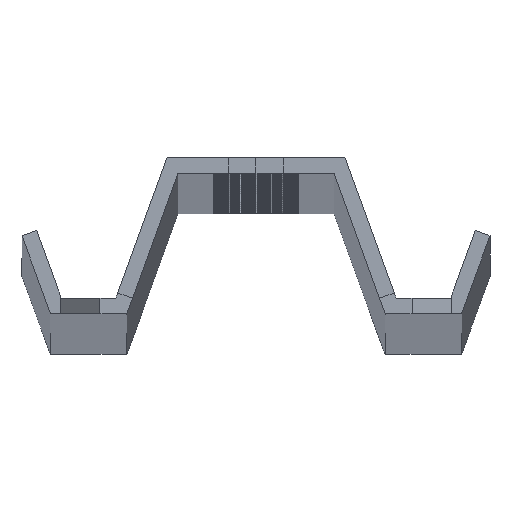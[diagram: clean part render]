
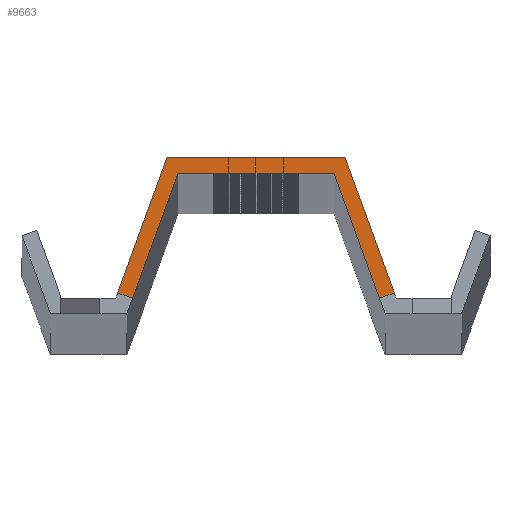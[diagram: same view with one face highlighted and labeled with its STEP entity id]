
A CAD part, top view. The second image highlights one B-rep face of the part: STEP entity #9663.
In plain terms, the highlighted planar face has unit normal (0, 0, 1).
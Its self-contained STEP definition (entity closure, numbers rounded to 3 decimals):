
#143 = LINE ( 'NONE', #26625, #22558 ) ;
#483 = CARTESIAN_POINT ( 'NONE',  ( 9.299, -2., 2994. ) ) ;
#1284 = LINE ( 'NONE', #19939, #6246 ) ;
#1320 = LINE ( 'NONE', #7068, #11879 ) ;
#1443 = VERTEX_POINT ( 'NONE', #10156 ) ;
#1740 = CARTESIAN_POINT ( 'NONE',  ( 11.4, 0., 2994. ) ) ;
#1920 = CARTESIAN_POINT ( 'NONE',  ( -11.4, 0., 2994. ) ) ;
#2413 = CARTESIAN_POINT ( 'NONE',  ( -9.299, -2., 2994. ) ) ;
#3373 = ORIENTED_EDGE ( 'NONE', *, *, #19171, .T. ) ;
#4006 = CARTESIAN_POINT ( 'NONE',  ( -15.833, -18.026, 2994. ) ) ;
#4418 = VERTEX_POINT ( 'NONE', #11795 ) ;
#4754 = DIRECTION ( 'NONE',  ( 1., 0., 0. ) ) ;
#4959 = EDGE_LOOP ( 'NONE', ( #8930, #24790, #11464, #3373, #6613, #9486, #23262, #7113 ) ) ;
#5013 = CARTESIAN_POINT ( 'NONE',  ( -17.712, -17.342, 2994. ) ) ;
#5683 = CARTESIAN_POINT ( 'NONE',  ( 15.833, -18.026, 2994. ) ) ;
#5842 = LINE ( 'NONE', #23339, #6524 ) ;
#6044 = EDGE_CURVE ( 'NONE', #11362, #11333, #1320, .T. ) ;
#6134 = DIRECTION ( 'NONE',  ( 0.342, 0.94, 0. ) ) ;
#6246 = VECTOR ( 'NONE', #9490, 1000. ) ;
#6524 = VECTOR ( 'NONE', #12860, 1000. ) ;
#6613 = ORIENTED_EDGE ( 'NONE', *, *, #7340, .T. ) ;
#6912 = LINE ( 'NONE', #17462, #16754 ) ;
#7068 = CARTESIAN_POINT ( 'NONE',  ( 15.833, -18.026, 2994. ) ) ;
#7113 = ORIENTED_EDGE ( 'NONE', *, *, #6044, .T. ) ;
#7228 = CARTESIAN_POINT ( 'NONE',  ( -15.833, -18.026, 2994. ) ) ;
#7340 = EDGE_CURVE ( 'NONE', #7672, #22900, #9172, .T. ) ;
#7455 = EDGE_CURVE ( 'NONE', #4418, #26517, #5842, .T. ) ;
#7672 = VERTEX_POINT ( 'NONE', #7228 ) ;
#8930 = ORIENTED_EDGE ( 'NONE', *, *, #9303, .F. ) ;
#9172 = LINE ( 'NONE', #4006, #19666 ) ;
#9303 = EDGE_CURVE ( 'NONE', #21102, #11333, #143, .T. ) ;
#9486 = ORIENTED_EDGE ( 'NONE', *, *, #20832, .T. ) ;
#9490 = DIRECTION ( 'NONE',  ( 0.342, -0.94, 0. ) ) ;
#9663 = ADVANCED_FACE ( 'NONE', ( #23209 ), #13135, .T. ) ;
#10156 = CARTESIAN_POINT ( 'NONE',  ( 10., -2., 2994. ) ) ;
#10261 = LINE ( 'NONE', #2413, #27013 ) ;
#11333 = VERTEX_POINT ( 'NONE', #18166 ) ;
#11362 = VERTEX_POINT ( 'NONE', #5683 ) ;
#11464 = ORIENTED_EDGE ( 'NONE', *, *, #7455, .F. ) ;
#11795 = CARTESIAN_POINT ( 'NONE',  ( -17.712, -17.342, 2994. ) ) ;
#11813 = AXIS2_PLACEMENT_3D ( 'NONE', #483, #17315, #4754 ) ;
#11879 = VECTOR ( 'NONE', #23905, 1000. ) ;
#12560 = EDGE_CURVE ( 'NONE', #1443, #11362, #1284, .T. ) ;
#12860 = DIRECTION ( 'NONE',  ( 0.342, 0.94, 0. ) ) ;
#13135 = PLANE ( 'NONE',  #11813 ) ;
#13175 = EDGE_CURVE ( 'NONE', #26517, #21102, #6912, .T. ) ;
#13481 = DIRECTION ( 'NONE',  ( 0.94, -0.342, 0. ) ) ;
#14043 = DIRECTION ( 'NONE',  ( 0.342, -0.94, 0. ) ) ;
#16099 = LINE ( 'NONE', #5013, #26610 ) ;
#16754 = VECTOR ( 'NONE', #19566, 1000. ) ;
#17123 = DIRECTION ( 'NONE',  ( 1., 0., 0. ) ) ;
#17315 = DIRECTION ( 'NONE',  ( 0., 0., 1. ) ) ;
#17462 = CARTESIAN_POINT ( 'NONE',  ( -9.299, 0., 2994. ) ) ;
#18166 = CARTESIAN_POINT ( 'NONE',  ( 17.712, -17.342, 2994. ) ) ;
#18397 = CARTESIAN_POINT ( 'NONE',  ( -10., -2., 2994. ) ) ;
#19171 = EDGE_CURVE ( 'NONE', #4418, #7672, #16099, .T. ) ;
#19566 = DIRECTION ( 'NONE',  ( 1., 0., 0. ) ) ;
#19666 = VECTOR ( 'NONE', #6134, 1000. ) ;
#19939 = CARTESIAN_POINT ( 'NONE',  ( 10.239, -2.658, 2994. ) ) ;
#20832 = EDGE_CURVE ( 'NONE', #22900, #1443, #10261, .T. ) ;
#21102 = VERTEX_POINT ( 'NONE', #1740 ) ;
#22558 = VECTOR ( 'NONE', #14043, 1000. ) ;
#22900 = VERTEX_POINT ( 'NONE', #18397 ) ;
#23209 = FACE_OUTER_BOUND ( 'NONE', #4959, .T. ) ;
#23262 = ORIENTED_EDGE ( 'NONE', *, *, #12560, .T. ) ;
#23339 = CARTESIAN_POINT ( 'NONE',  ( -17.712, -17.342, 2994. ) ) ;
#23905 = DIRECTION ( 'NONE',  ( 0.94, 0.342, 0. ) ) ;
#24790 = ORIENTED_EDGE ( 'NONE', *, *, #13175, .F. ) ;
#26517 = VERTEX_POINT ( 'NONE', #1920 ) ;
#26610 = VECTOR ( 'NONE', #13481, 1000. ) ;
#26625 = CARTESIAN_POINT ( 'NONE',  ( 12.118, -1.974, 2994. ) ) ;
#27013 = VECTOR ( 'NONE', #17123, 1000. ) ;
